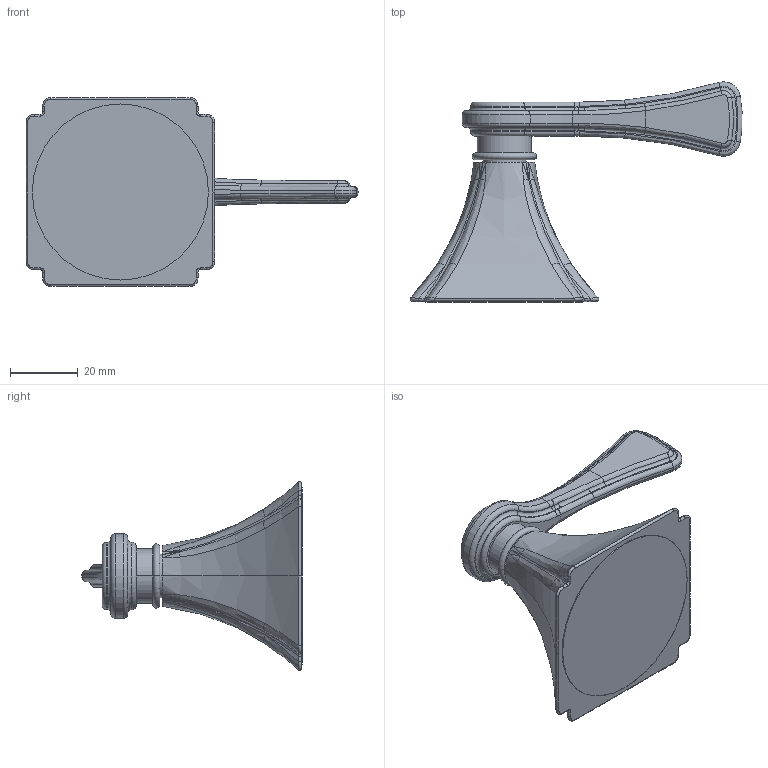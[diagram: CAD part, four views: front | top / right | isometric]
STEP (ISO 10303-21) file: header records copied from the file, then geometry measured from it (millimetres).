
FILE_DESCRIPTION((''),'2;1');
FILE_NAME('11979','2021-01-04T14:50:29',('jinson.thomas'),(''),'CREO PARAMETRIC BY PTC INC, 2018400','CREO PARAMETRIC BY PTC INC, 2018400','');
FILE_SCHEMA(('CONFIG_CONTROL_DESIGN'));
Length unit declared in the file: inch
Products named in the file (1): 11979
Bounding box: 98.2 x 65.08 x 55.81 mm (x, y, z)
Volume: 55644.5 mm3; surface area: 12794.3 mm2
Topology: 1 solids, 1 shells, 201 faces, 456 edges, 262 vertices
Faces by surface type: bspline 133, torus 34, cylinder 21, plane 13
Entity records: 10246 total; most frequent: CARTESIAN_POINT 6527, ORIENTED_EDGE 912, DIRECTION 580, EDGE_CURVE 456, AXIS2_PLACEMENT_3D 278, VERTEX_POINT 262, B_SPLINE_CURVE_WITH_KNOTS 222, CIRCLE 210
